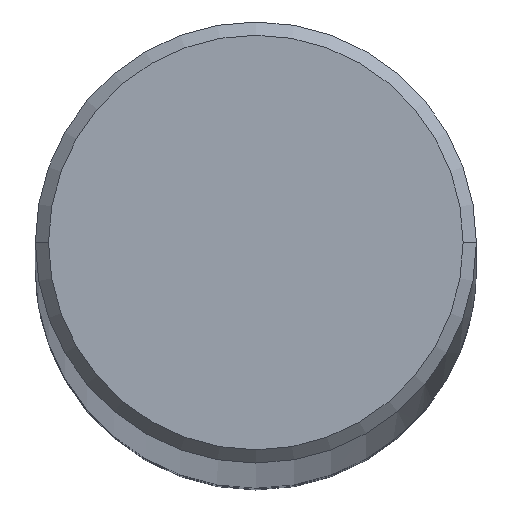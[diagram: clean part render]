
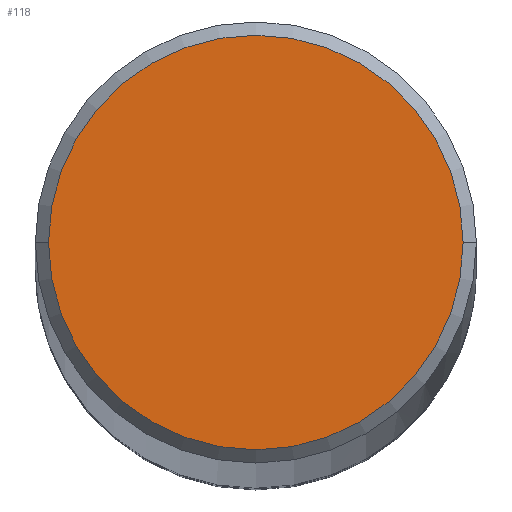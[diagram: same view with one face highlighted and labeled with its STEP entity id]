
A CAD part, top view. The second image highlights one B-rep face of the part: STEP entity #118.
In plain terms, the highlighted planar face has unit normal (0, 0, 1).
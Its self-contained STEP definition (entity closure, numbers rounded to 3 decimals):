
#118 = ADVANCED_FACE ( 'NONE', ( #377 ), #530, .T. ) ;
#119 = EDGE_LOOP ( 'NONE', ( #220, #217 ) ) ;
#149 = EDGE_CURVE ( 'NONE', #168, #199, #479, .T. ) ;
#168 = VERTEX_POINT ( 'NONE', #374 ) ;
#199 = VERTEX_POINT ( 'NONE', #609 ) ;
#215 = EDGE_CURVE ( 'NONE', #199, #168, #898, .T. ) ;
#217 = ORIENTED_EDGE ( 'NONE', *, *, #149, .T. ) ;
#220 = ORIENTED_EDGE ( 'NONE', *, *, #215, .T. ) ;
#304 = DIRECTION ( 'NONE',  ( 1., 0., 0. ) ) ;
#305 = DIRECTION ( 'NONE',  ( 0., 0., 1. ) ) ;
#306 = CARTESIAN_POINT ( 'NONE',  ( 0., 0., 175. ) ) ;
#374 = CARTESIAN_POINT ( 'NONE',  ( 4.7, 0., 175. ) ) ;
#377 = FACE_OUTER_BOUND ( 'NONE', #119, .T. ) ;
#476 = DIRECTION ( 'NONE',  ( 1., 0., 0. ) ) ;
#477 = DIRECTION ( 'NONE',  ( 0., 0., 1. ) ) ;
#478 = AXIS2_PLACEMENT_3D ( 'NONE', #482, #477, #476 ) ;
#479 = CIRCLE ( 'NONE', #478, 4.7 ) ;
#482 = CARTESIAN_POINT ( 'NONE',  ( 0., 0., 175. ) ) ;
#530 = PLANE ( 'NONE',  #532 ) ;
#532 = AXIS2_PLACEMENT_3D ( 'NONE', #306, #305, #304 ) ;
#609 = CARTESIAN_POINT ( 'NONE',  ( -4.7, 0., 175. ) ) ;
#898 = CIRCLE ( 'NONE', #1000, 4.7 ) ;
#997 = DIRECTION ( 'NONE',  ( 1., 0., 0. ) ) ;
#998 = DIRECTION ( 'NONE',  ( 0., 0., 1. ) ) ;
#999 = CARTESIAN_POINT ( 'NONE',  ( 0., 0., 175. ) ) ;
#1000 = AXIS2_PLACEMENT_3D ( 'NONE', #999, #998, #997 ) ;
